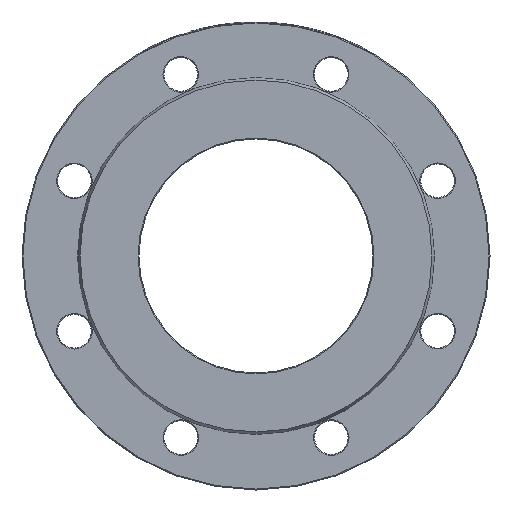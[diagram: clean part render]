
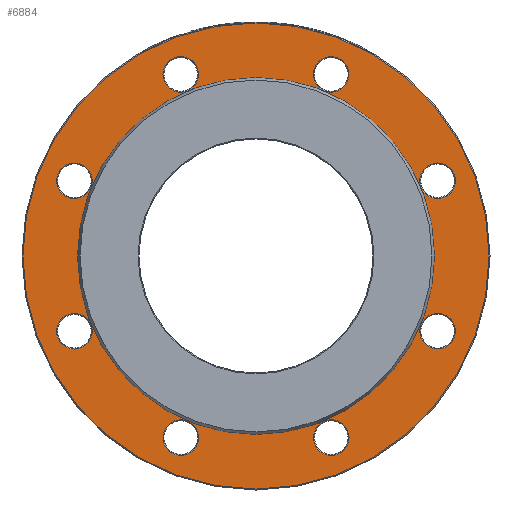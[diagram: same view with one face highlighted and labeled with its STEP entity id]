
A CAD part, left-side view. The second image highlights one B-rep face of the part: STEP entity #6884.
In plain terms, the highlighted planar face has unit normal (-1, 0, 0).
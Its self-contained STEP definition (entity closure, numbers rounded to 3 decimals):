
#3 = AXIS2_PLACEMENT_3D ( 'NONE', #5472, #1604, #5515 ) ;
#51 = FACE_BOUND ( 'NONE', #7587, .T. ) ;
#94 = FACE_BOUND ( 'NONE', #5002, .T. ) ;
#96 = CARTESIAN_POINT ( 'NONE',  ( 3., -40.182, -97.007 ) ) ;
#116 = CARTESIAN_POINT ( 'NONE',  ( 3., -40.182, 97.007 ) ) ;
#193 = VERTEX_POINT ( 'NONE', #2013 ) ;
#195 = ORIENTED_EDGE ( 'NONE', *, *, #4909, .T. ) ;
#403 = VERTEX_POINT ( 'NONE', #2224 ) ;
#512 = EDGE_CURVE ( 'NONE', #193, #193, #2085, .T. ) ;
#602 = EDGE_CURVE ( 'NONE', #5931, #5931, #2516, .T. ) ;
#683 = CIRCLE ( 'NONE', #2987, 9.5 ) ;
#773 = DIRECTION ( 'NONE',  ( -1., 0., 0. ) ) ;
#825 = AXIS2_PLACEMENT_3D ( 'NONE', #2639, #3954, #2596 ) ;
#832 = AXIS2_PLACEMENT_3D ( 'NONE', #6972, #8253, #3106 ) ;
#871 = VERTEX_POINT ( 'NONE', #4779 ) ;
#1081 = VERTEX_POINT ( 'NONE', #6768 ) ;
#1351 = EDGE_LOOP ( 'NONE', ( #2774 ) ) ;
#1365 = FACE_OUTER_BOUND ( 'NONE', #7934, .T. ) ;
#1398 = CARTESIAN_POINT ( 'NONE',  ( 3., 40.182, 97.007 ) ) ;
#1586 = CARTESIAN_POINT ( 'NONE',  ( 3., 33.464, -103.725 ) ) ;
#1604 = DIRECTION ( 'NONE',  ( 1., 0., 0. ) ) ;
#1651 = CIRCLE ( 'NONE', #6530, 9.5 ) ;
#1789 = CIRCLE ( 'NONE', #832, 9.5 ) ;
#1885 = FACE_BOUND ( 'NONE', #5543, .T. ) ;
#1990 = ORIENTED_EDGE ( 'NONE', *, *, #512, .T. ) ;
#2000 = DIRECTION ( 'NONE',  ( 0., -0.707, 0.707 ) ) ;
#2013 = CARTESIAN_POINT ( 'NONE',  ( 3., -33.464, 103.725 ) ) ;
#2085 = CIRCLE ( 'NONE', #4264, 9.5 ) ;
#2089 = DIRECTION ( 'NONE',  ( 0., -1., 0. ) ) ;
#2224 = CARTESIAN_POINT ( 'NONE',  ( 3., 97.007, -49.682 ) ) ;
#2435 = ORIENTED_EDGE ( 'NONE', *, *, #7287, .T. ) ;
#2458 = EDGE_LOOP ( 'NONE', ( #3495 ) ) ;
#2516 = CIRCLE ( 'NONE', #7398, 124.5 ) ;
#2586 = CIRCLE ( 'NONE', #7334, 95.336 ) ;
#2596 = DIRECTION ( 'NONE',  ( 0., 0., -1. ) ) ;
#2639 = CARTESIAN_POINT ( 'NONE',  ( 3., 95.336, 0. ) ) ;
#2682 = FACE_BOUND ( 'NONE', #7956, .T. ) ;
#2703 = DIRECTION ( 'NONE',  ( 0., 0.707, 0.707 ) ) ;
#2774 = ORIENTED_EDGE ( 'NONE', *, *, #5130, .T. ) ;
#2781 = VERTEX_POINT ( 'NONE', #7239 ) ;
#2850 = CIRCLE ( 'NONE', #3129, 9.5 ) ;
#2853 = DIRECTION ( 'NONE',  ( 1., 0., 0. ) ) ;
#2860 = VERTEX_POINT ( 'NONE', #6224 ) ;
#2892 = CARTESIAN_POINT ( 'NONE',  ( 3., 0., 0. ) ) ;
#2987 = AXIS2_PLACEMENT_3D ( 'NONE', #3393, #6587, #2000 ) ;
#3106 = DIRECTION ( 'NONE',  ( 0., 0., -1. ) ) ;
#3129 = AXIS2_PLACEMENT_3D ( 'NONE', #6010, #2853, #7275 ) ;
#3393 = CARTESIAN_POINT ( 'NONE',  ( 3., -97.007, -40.182 ) ) ;
#3493 = EDGE_CURVE ( 'NONE', #2781, #2781, #1651, .T. ) ;
#3495 = ORIENTED_EDGE ( 'NONE', *, *, #4176, .T. ) ;
#3536 = CIRCLE ( 'NONE', #7619, 9.5 ) ;
#3540 = ORIENTED_EDGE ( 'NONE', *, *, #5488, .T. ) ;
#3605 = EDGE_LOOP ( 'NONE', ( #7502 ) ) ;
#3872 = ORIENTED_EDGE ( 'NONE', *, *, #3493, .T. ) ;
#3954 = DIRECTION ( 'NONE',  ( 1., 0., 0. ) ) ;
#4002 = CARTESIAN_POINT ( 'NONE',  ( 3., 0., 0. ) ) ;
#4021 = DIRECTION ( 'NONE',  ( 1., 0., 0. ) ) ;
#4176 = EDGE_CURVE ( 'NONE', #871, #871, #4348, .T. ) ;
#4264 = AXIS2_PLACEMENT_3D ( 'NONE', #116, #4021, #2703 ) ;
#4308 = DIRECTION ( 'NONE',  ( 0., 0.707, -0.707 ) ) ;
#4348 = CIRCLE ( 'NONE', #6783, 9.5 ) ;
#4598 = DIRECTION ( 'NONE',  ( 1., 0., 0. ) ) ;
#4779 = CARTESIAN_POINT ( 'NONE',  ( 3., 49.682, 97.007 ) ) ;
#4821 = CARTESIAN_POINT ( 'NONE',  ( 3., 0., 95.336 ) ) ;
#4909 = EDGE_CURVE ( 'NONE', #4949, #4949, #2850, .T. ) ;
#4949 = VERTEX_POINT ( 'NONE', #1586 ) ;
#5002 = EDGE_LOOP ( 'NONE', ( #1990 ) ) ;
#5114 = FACE_BOUND ( 'NONE', #7489, .T. ) ;
#5130 = EDGE_CURVE ( 'NONE', #2860, #2860, #683, .T. ) ;
#5191 = PLANE ( 'NONE',  #825 ) ;
#5302 = CIRCLE ( 'NONE', #3, 9.5 ) ;
#5342 = ORIENTED_EDGE ( 'NONE', *, *, #602, .T. ) ;
#5348 = DIRECTION ( 'NONE',  ( 0., 1., 0. ) ) ;
#5472 = CARTESIAN_POINT ( 'NONE',  ( 3., -97.007, 40.182 ) ) ;
#5484 = DIRECTION ( 'NONE',  ( -1., 0., 0. ) ) ;
#5488 = EDGE_CURVE ( 'NONE', #1081, #1081, #5302, .T. ) ;
#5515 = DIRECTION ( 'NONE',  ( 0., 0., 1. ) ) ;
#5543 = EDGE_LOOP ( 'NONE', ( #8057 ) ) ;
#5917 = FACE_BOUND ( 'NONE', #2458, .T. ) ;
#5931 = VERTEX_POINT ( 'NONE', #7366 ) ;
#5960 = DIRECTION ( 'NONE',  ( 0., 0., -1. ) ) ;
#6010 = CARTESIAN_POINT ( 'NONE',  ( 3., 40.182, -97.007 ) ) ;
#6046 = EDGE_CURVE ( 'NONE', #6267, #6267, #3536, .T. ) ;
#6224 = CARTESIAN_POINT ( 'NONE',  ( 3., -103.725, -33.464 ) ) ;
#6262 = DIRECTION ( 'NONE',  ( 1., 0., 0. ) ) ;
#6267 = VERTEX_POINT ( 'NONE', #7540 ) ;
#6342 = CARTESIAN_POINT ( 'NONE',  ( 3., 97.007, 40.182 ) ) ;
#6502 = FACE_BOUND ( 'NONE', #7171, .T. ) ;
#6530 = AXIS2_PLACEMENT_3D ( 'NONE', #6342, #6262, #4308 ) ;
#6587 = DIRECTION ( 'NONE',  ( 1., 0., 0. ) ) ;
#6768 = CARTESIAN_POINT ( 'NONE',  ( 3., -97.007, 49.682 ) ) ;
#6783 = AXIS2_PLACEMENT_3D ( 'NONE', #1398, #7854, #5348 ) ;
#6884 = ADVANCED_FACE ( 'NONE', ( #6502, #5917, #94, #51, #7703, #1885, #5114, #2682, #1365, #7066 ), #5191, .F. ) ;
#6972 = CARTESIAN_POINT ( 'NONE',  ( 3., 97.007, -40.182 ) ) ;
#7066 = FACE_BOUND ( 'NONE', #3605, .T. ) ;
#7143 = EDGE_CURVE ( 'NONE', #8133, #8133, #2586, .T. ) ;
#7171 = EDGE_LOOP ( 'NONE', ( #3872 ) ) ;
#7239 = CARTESIAN_POINT ( 'NONE',  ( 3., 103.725, 33.464 ) ) ;
#7275 = DIRECTION ( 'NONE',  ( 0., -0.707, -0.707 ) ) ;
#7287 = EDGE_CURVE ( 'NONE', #403, #403, #1789, .T. ) ;
#7334 = AXIS2_PLACEMENT_3D ( 'NONE', #2892, #5484, #8077 ) ;
#7366 = CARTESIAN_POINT ( 'NONE',  ( 3., 0., -124.5 ) ) ;
#7398 = AXIS2_PLACEMENT_3D ( 'NONE', #4002, #773, #5960 ) ;
#7489 = EDGE_LOOP ( 'NONE', ( #195 ) ) ;
#7502 = ORIENTED_EDGE ( 'NONE', *, *, #7143, .F. ) ;
#7540 = CARTESIAN_POINT ( 'NONE',  ( 3., -49.682, -97.007 ) ) ;
#7587 = EDGE_LOOP ( 'NONE', ( #3540 ) ) ;
#7619 = AXIS2_PLACEMENT_3D ( 'NONE', #96, #4598, #2089 ) ;
#7703 = FACE_BOUND ( 'NONE', #1351, .T. ) ;
#7854 = DIRECTION ( 'NONE',  ( 1., 0., 0. ) ) ;
#7934 = EDGE_LOOP ( 'NONE', ( #5342 ) ) ;
#7956 = EDGE_LOOP ( 'NONE', ( #2435 ) ) ;
#8057 = ORIENTED_EDGE ( 'NONE', *, *, #6046, .T. ) ;
#8077 = DIRECTION ( 'NONE',  ( 0., 0., 1. ) ) ;
#8133 = VERTEX_POINT ( 'NONE', #4821 ) ;
#8253 = DIRECTION ( 'NONE',  ( 1., 0., 0. ) ) ;
